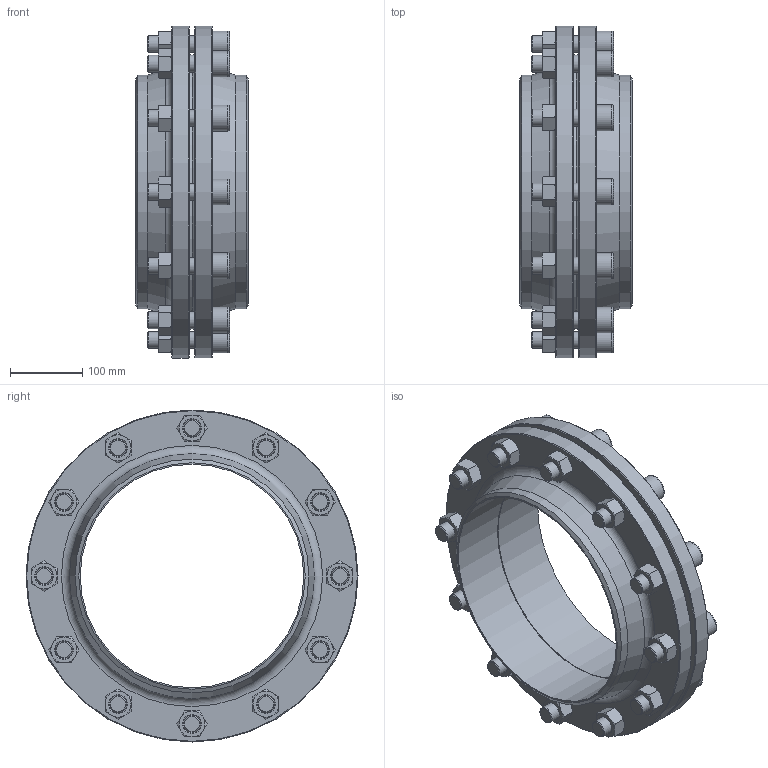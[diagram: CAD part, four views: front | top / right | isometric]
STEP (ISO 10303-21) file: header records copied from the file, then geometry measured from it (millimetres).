
FILE_DESCRIPTION(/* description */ (''),/* implementation_level */ '2;1');
FILE_NAME(/* name */ 'DFK300.stp',/* time_stamp */ '2025-01-16T08:22:19+01:00',/* author */ (''),/* organization */ (''),/* preprocessor_version */ 'ST-DEVELOPER v16',/* originating_system */ 'SIEMENS PLM Software NX 10.0',/* authorisation */ '');
FILE_SCHEMA (('AP203_CONFIGURATION_CONTROLLED_3D_DESIGN_OF_MECHANICAL_PARTS_AND_ASSEMBLIES_MIM_LF { 1 0 10303 403 2 1 2}'));
Length unit declared in the file: millimetre
Products named in the file (1): lwes44602A4F6008
Bounding box: 156 x 460 x 460 mm (x, y, z)
Volume: 6270149.3 mm3; surface area: 925474.9 mm2
Topology: 27 solids, 27 shells, 727 faces, 1507 edges, 850 vertices
Faces by surface type: cone 335, plane 286, cylinder 68, torus 37, revolution 1
Full cylindrical faces by diameter (mm): 21.797 x12, 23.577 x12, 26 x24, 36 x12, 309.7 x2, 323.9 x2, 326.06 x1, 343.55 x1, 460 x2
Entity records: 17830 total; most frequent: CARTESIAN_POINT 3970, DIRECTION 2885, ORIENTED_EDGE 2436, AXIS2_PLACEMENT_3D 1298, EDGE_CURVE 1218, EDGE_LOOP 1044, VERTEX_POINT 799, ADVANCED_FACE 727
